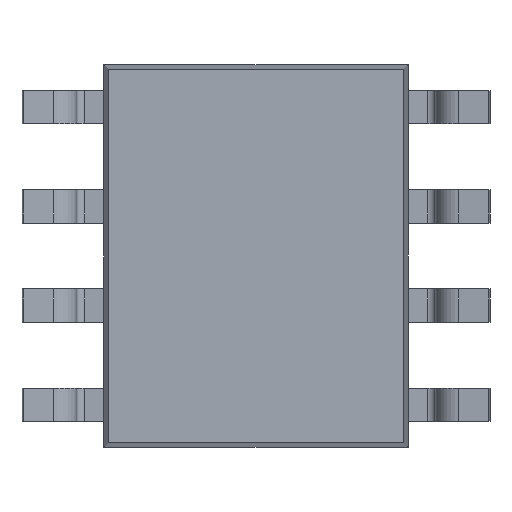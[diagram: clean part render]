
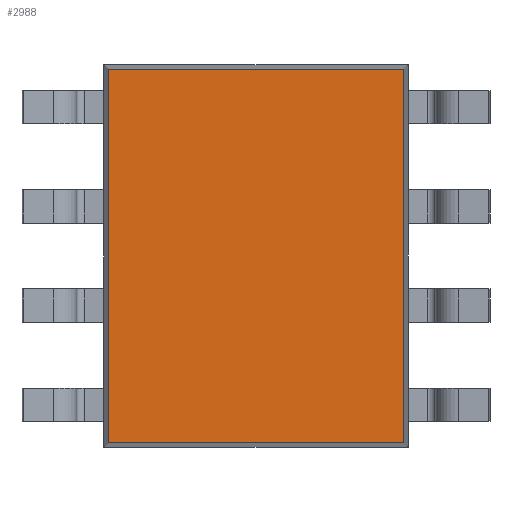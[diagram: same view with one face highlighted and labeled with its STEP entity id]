
A CAD part, front view. The second image highlights one B-rep face of the part: STEP entity #2988.
In plain terms, the highlighted planar face has unit normal (0, -1, 0).
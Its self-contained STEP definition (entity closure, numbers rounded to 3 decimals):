
#160 = FACE_OUTER_BOUND ( 'NONE', #2742, .T. ) ;
#280 = EDGE_CURVE ( 'NONE', #2831, #3232, #2072, .T. ) ;
#465 = VECTOR ( 'NONE', #3337, 1000. ) ;
#1002 = VECTOR ( 'NONE', #2925, 1000. ) ;
#1037 = AXIS2_PLACEMENT_3D ( 'NONE', #3498, #3781, #1632 ) ;
#1065 = CARTESIAN_POINT ( 'NONE',  ( 1.95, 0.25, 2.394 ) ) ;
#1147 = ORIENTED_EDGE ( 'NONE', *, *, #3584, .T. ) ;
#1442 = EDGE_CURVE ( 'NONE', #1678, #3835, #2424, .T. ) ;
#1494 = CARTESIAN_POINT ( 'NONE',  ( 1.894, 0.25, -2.45 ) ) ;
#1632 = DIRECTION ( 'NONE',  ( 0., 0., -1. ) ) ;
#1648 = PLANE ( 'NONE',  #1037 ) ;
#1659 = CARTESIAN_POINT ( 'NONE',  ( -1.95, 0.25, -2.394 ) ) ;
#1678 = VERTEX_POINT ( 'NONE', #2576 ) ;
#1939 = LINE ( 'NONE', #1659, #3674 ) ;
#2072 = LINE ( 'NONE', #3559, #1002 ) ;
#2301 = LINE ( 'NONE', #1065, #3787 ) ;
#2332 = CARTESIAN_POINT ( 'NONE',  ( -1.894, 0.25, -2.394 ) ) ;
#2367 = EDGE_CURVE ( 'NONE', #3232, #1678, #1939, .T. ) ;
#2424 = LINE ( 'NONE', #1494, #465 ) ;
#2576 = CARTESIAN_POINT ( 'NONE',  ( 1.894, 0.25, -2.394 ) ) ;
#2684 = ORIENTED_EDGE ( 'NONE', *, *, #2367, .T. ) ;
#2742 = EDGE_LOOP ( 'NONE', ( #2762, #2684, #3162, #1147 ) ) ;
#2762 = ORIENTED_EDGE ( 'NONE', *, *, #280, .T. ) ;
#2831 = VERTEX_POINT ( 'NONE', #3332 ) ;
#2925 = DIRECTION ( 'NONE',  ( 0., 0., -1. ) ) ;
#2988 = ADVANCED_FACE ( 'NONE', ( #160 ), #1648, .T. ) ;
#3162 = ORIENTED_EDGE ( 'NONE', *, *, #1442, .T. ) ;
#3232 = VERTEX_POINT ( 'NONE', #2332 ) ;
#3332 = CARTESIAN_POINT ( 'NONE',  ( -1.894, 0.25, 2.394 ) ) ;
#3337 = DIRECTION ( 'NONE',  ( 0., 0., 1. ) ) ;
#3498 = CARTESIAN_POINT ( 'NONE',  ( 0., 0.25, 0. ) ) ;
#3508 = DIRECTION ( 'NONE',  ( 1., 0., 0. ) ) ;
#3559 = CARTESIAN_POINT ( 'NONE',  ( -1.894, 0.25, 2.45 ) ) ;
#3584 = EDGE_CURVE ( 'NONE', #3835, #2831, #2301, .T. ) ;
#3674 = VECTOR ( 'NONE', #3508, 1000. ) ;
#3704 = CARTESIAN_POINT ( 'NONE',  ( 1.894, 0.25, 2.394 ) ) ;
#3781 = DIRECTION ( 'NONE',  ( 0., -1., 0. ) ) ;
#3787 = VECTOR ( 'NONE', #3827, 1000. ) ;
#3827 = DIRECTION ( 'NONE',  ( -1., 0., 0. ) ) ;
#3835 = VERTEX_POINT ( 'NONE', #3704 ) ;
